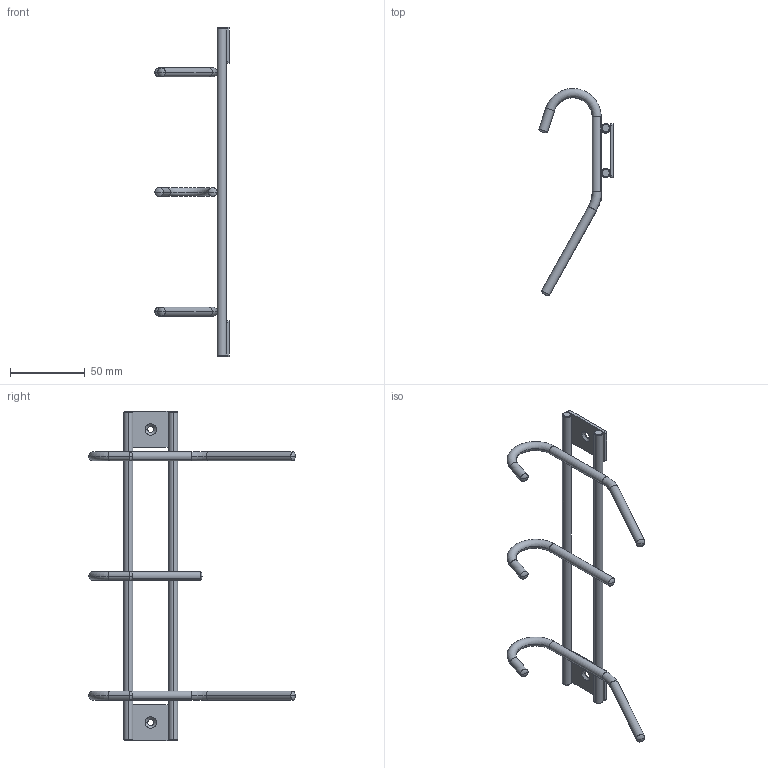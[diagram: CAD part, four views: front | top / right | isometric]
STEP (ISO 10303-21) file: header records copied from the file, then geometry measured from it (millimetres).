
FILE_DESCRIPTION(('Creo Elements/Direct Modeling STEP Export'),'2;1');
FILE_NAME('2255-220.stp','2024-09-12T10:12:42',(''),(''),'Creo Elements/Direct Modeling STEP processor for AP214 (Solid Model)','Creo Elements/Direct Modeling 20.0 12-Nov-2016 (C) Parametric Technology GmbH','');
FILE_SCHEMA(('AUTOMOTIVE_DESIGN { 1 0 10303 214 1 1 1 1 }'));
Length unit declared in the file: millimetre
Products named in the file (8): Huthaken.5.1.2; T1; T4; T3; Huthaken.5.1.3; T2; Huthaken.5.1; NI-9629
Assembly tree (7 placements, depth 2):
  NI-9629
    Huthaken.5.1
    T2
    Huthaken.5.1.3
    T3
    T4
    T1
    Huthaken.5.1.2
Bounding box: 49.72 x 138.07 x 220 mm (x, y, z)
Volume: 29683 mm3; surface area: 21686 mm2
Topology: 7 solids, 7 shells, 82 faces, 200 edges, 120 vertices
Faces by surface type: cylinder 32, plane 16, sphere 12, cone 12, torus 10
Entity records: 2307 total; most frequent: ORIENTED_EDGE 376, DIRECTION 372, CARTESIAN_POINT 340, EDGE_CURVE 188, AXIS2_PLACEMENT_3D 152, VERTEX_POINT 120, EDGE_LOOP 86, FACE_OUTER_BOUND 82
